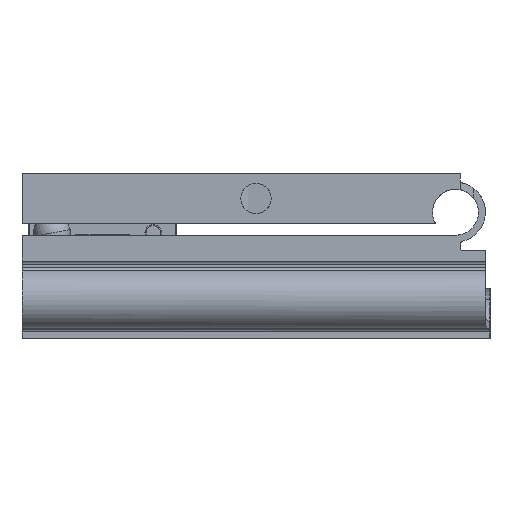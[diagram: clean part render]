
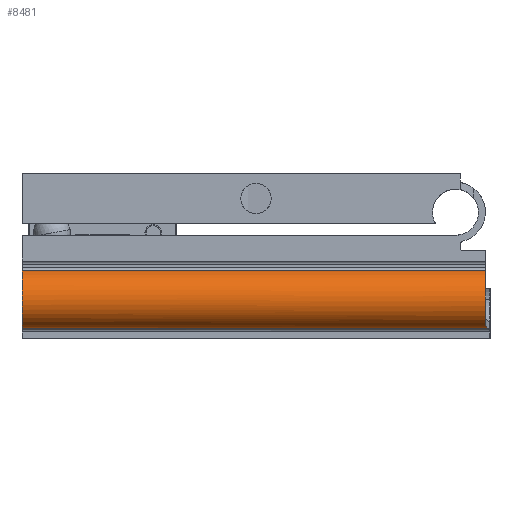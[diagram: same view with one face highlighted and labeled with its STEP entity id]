
A CAD part, front view. The second image highlights one B-rep face of the part: STEP entity #8481.
In plain terms, the highlighted cylindrical face has radius 3.25 mm (diameter 6.5 mm), a partial arc.
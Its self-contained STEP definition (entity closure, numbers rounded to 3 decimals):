
#279 = EDGE_CURVE ( 'NONE', #5162, #9607, #1969, .T. ) ;
#412 = LINE ( 'NONE', #6286, #10666 ) ;
#577 = ORIENTED_EDGE ( 'NONE', *, *, #1897, .T. ) ;
#856 = CARTESIAN_POINT ( 'NONE',  ( -25.4, -22.417, -7.908 ) ) ;
#1011 = CARTESIAN_POINT ( 'NONE',  ( -25.4, -21.65, -4.75 ) ) ;
#1061 = DIRECTION ( 'NONE',  ( 0., 0., -1. ) ) ;
#1262 = ORIENTED_EDGE ( 'NONE', *, *, #8654, .T. ) ;
#1465 = EDGE_CURVE ( 'NONE', #9607, #6776, #412, .T. ) ;
#1529 = VECTOR ( 'NONE', #8976, 1000. ) ;
#1672 = CARTESIAN_POINT ( 'NONE',  ( 25.027, -22.833, -7.786 ) ) ;
#1897 = EDGE_CURVE ( 'NONE', #3136, #10664, #4912, .T. ) ;
#1969 = CIRCLE ( 'NONE', #8644, 3.25 ) ;
#2355 = CARTESIAN_POINT ( 'NONE',  ( 24.9, -23.65, -7.312 ) ) ;
#3120 = ORIENTED_EDGE ( 'NONE', *, *, #4355, .F. ) ;
#3136 = VERTEX_POINT ( 'NONE', #856 ) ;
#3284 = CARTESIAN_POINT ( 'NONE',  ( 25.225, -22.417, -7.908 ) ) ;
#3500 = B_SPLINE_CURVE_WITH_KNOTS ( 'NONE', 3,
 ( #8497, #9191, #1672, #4252, #6625, #5029 ),
 .UNSPECIFIED., .F., .F.,
 ( 4, 2, 4 ),
 ( 0., 0.001, 0.001 ),
 .UNSPECIFIED. ) ;
#4015 = CARTESIAN_POINT ( 'NONE',  ( 24.9, -22.417, -1.592 ) ) ;
#4252 = CARTESIAN_POINT ( 'NONE',  ( 24.921, -23.257, -7.585 ) ) ;
#4355 = EDGE_CURVE ( 'NONE', #3136, #6776, #8688, .T. ) ;
#4531 = DIRECTION ( 'NONE',  ( 0., 1., 0. ) ) ;
#4588 = DIRECTION ( 'NONE',  ( -1., 0., 0. ) ) ;
#4641 = DIRECTION ( 'NONE',  ( -1., 0., 0. ) ) ;
#4868 = CARTESIAN_POINT ( 'NONE',  ( -25.4, -21.65, -4.75 ) ) ;
#4912 = LINE ( 'NONE', #8273, #1529 ) ;
#5029 = CARTESIAN_POINT ( 'NONE',  ( 24.9, -23.65, -7.312 ) ) ;
#5162 = VERTEX_POINT ( 'NONE', #2355 ) ;
#5181 = AXIS2_PLACEMENT_3D ( 'NONE', #1011, #4588, #4531 ) ;
#6200 = ORIENTED_EDGE ( 'NONE', *, *, #1465, .T. ) ;
#6286 = CARTESIAN_POINT ( 'NONE',  ( -25.4, -22.417, -1.592 ) ) ;
#6625 = CARTESIAN_POINT ( 'NONE',  ( 24.9, -23.46, -7.46 ) ) ;
#6776 = VERTEX_POINT ( 'NONE', #7028 ) ;
#7028 = CARTESIAN_POINT ( 'NONE',  ( -25.4, -22.417, -1.592 ) ) ;
#7103 = ORIENTED_EDGE ( 'NONE', *, *, #279, .T. ) ;
#7349 = DIRECTION ( 'NONE',  ( 0., 1., 0. ) ) ;
#7717 = DIRECTION ( 'NONE',  ( -1., 0., 0. ) ) ;
#8273 = CARTESIAN_POINT ( 'NONE',  ( -25.4, -22.417, -7.908 ) ) ;
#8481 = ADVANCED_FACE ( 'NONE', ( #10700 ), #9039, .T. ) ;
#8497 = CARTESIAN_POINT ( 'NONE',  ( 25.225, -22.417, -7.908 ) ) ;
#8546 = CARTESIAN_POINT ( 'NONE',  ( 24.9, -21.65, -4.75 ) ) ;
#8612 = EDGE_LOOP ( 'NONE', ( #1262, #7103, #6200, #3120, #577 ) ) ;
#8644 = AXIS2_PLACEMENT_3D ( 'NONE', #8546, #7717, #1061 ) ;
#8654 = EDGE_CURVE ( 'NONE', #10664, #5162, #3500, .T. ) ;
#8688 = CIRCLE ( 'NONE', #5181, 3.25 ) ;
#8827 = DIRECTION ( 'NONE',  ( 1., 0., 0. ) ) ;
#8976 = DIRECTION ( 'NONE',  ( 1., 0., 0. ) ) ;
#9039 = CYLINDRICAL_SURFACE ( 'NONE', #10164, 3.25 ) ;
#9191 = CARTESIAN_POINT ( 'NONE',  ( 25.109, -22.623, -7.858 ) ) ;
#9607 = VERTEX_POINT ( 'NONE', #4015 ) ;
#10164 = AXIS2_PLACEMENT_3D ( 'NONE', #4868, #8827, #7349 ) ;
#10664 = VERTEX_POINT ( 'NONE', #3284 ) ;
#10666 = VECTOR ( 'NONE', #4641, 1000. ) ;
#10700 = FACE_OUTER_BOUND ( 'NONE', #8612, .T. ) ;
